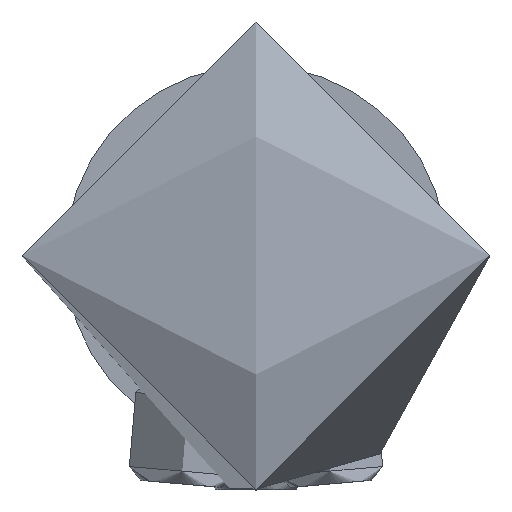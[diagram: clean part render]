
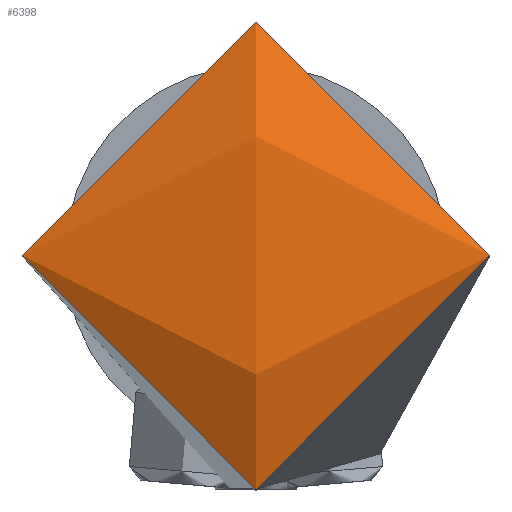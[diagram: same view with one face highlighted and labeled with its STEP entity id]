
A CAD part, top view. The second image highlights one B-rep face of the part: STEP entity #6398.
In plain terms, the highlighted spherical face has radius 28 mm.
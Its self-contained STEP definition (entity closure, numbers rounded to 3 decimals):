
#3190 = ORIENTED_EDGE ( 'NONE', *, *, #23707, .T. ) ;
#3683 = DIRECTION ( 'NONE',  ( 0., 0., 1. ) ) ;
#5322 = EDGE_LOOP ( 'NONE', ( #3190 ) ) ;
#6100 = DIRECTION ( 'NONE',  ( -1., 0., 0. ) ) ;
#6398 = ADVANCED_FACE ( 'NONE', ( #17252 ), #24457, .T. ) ;
#8131 = DIRECTION ( 'NONE',  ( 0., 1., 0. ) ) ;
#8223 = CARTESIAN_POINT ( 'NONE',  ( 0., 0., -2. ) ) ;
#8635 = AXIS2_PLACEMENT_3D ( 'NONE', #8223, #6100, #8131 ) ;
#11856 = AXIS2_PLACEMENT_3D ( 'NONE', #27417, #3683, #25591 ) ;
#17252 = FACE_OUTER_BOUND ( 'NONE', #5322, .T. ) ;
#21694 = VERTEX_POINT ( 'NONE', #24426 ) ;
#23707 = EDGE_CURVE ( 'NONE', #21694, #21694, #26660, .T. ) ;
#24426 = CARTESIAN_POINT ( 'NONE',  ( 11., 0., 23.749 ) ) ;
#24457 = SPHERICAL_SURFACE ( 'NONE', #8635, 28. ) ;
#25591 = DIRECTION ( 'NONE',  ( 1., 0., 0. ) ) ;
#26660 = CIRCLE ( 'NONE', #11856, 11. ) ;
#27417 = CARTESIAN_POINT ( 'NONE',  ( 0., 0., 23.749 ) ) ;
